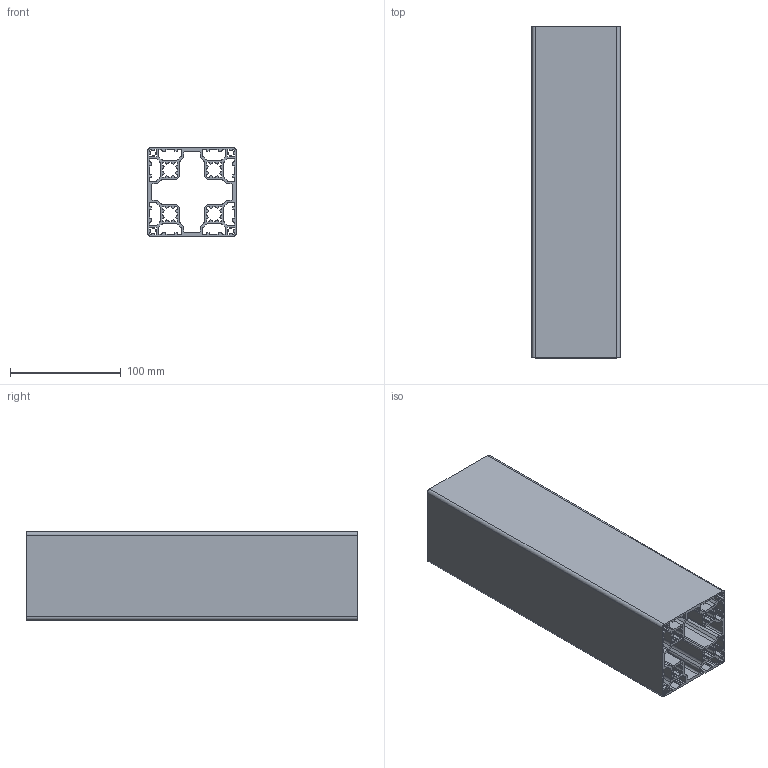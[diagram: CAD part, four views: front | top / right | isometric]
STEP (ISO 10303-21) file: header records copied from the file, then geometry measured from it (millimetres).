
FILE_DESCRIPTION (( 'STEP AP214' ), '1' );
FILE_NAME ('1727977178081.step', '2024-10-03T17:39:42', ( 'Windows User' ), ( '' ), 'SwSTEP 2.0', 'SolidWorks 2011', '' );
FILE_SCHEMA (( 'AUTOMOTIVE_DESIGN' ));
Length unit declared in the file: millimetre
Products named in the file (2): 1727977178081; 1.11.080080.03LPx300.00(1)
Assembly tree (1 placements, depth 2):
  1727977178081
    1.11.080080.03LPx300.00(1)
Bounding box: 80 x 300 x 80 mm (x, y, z)
Volume: 471920 mm3; surface area: 439467.4 mm2
Topology: 1 solids, 1 shells, 599 faces, 1791 edges, 1194 vertices
Faces by surface type: plane 346, cylinder 253
Entity records: 20365 total; most frequent: CARTESIAN_POINT 3588, ORIENTED_EDGE 3582, DIRECTION 3503, EDGE_CURVE 1791, LINE 1285, VECTOR 1285, VERTEX_POINT 1194, AXIS2_PLACEMENT_3D 1109
